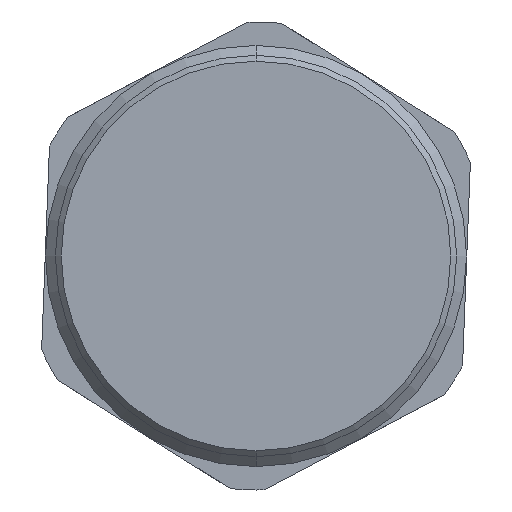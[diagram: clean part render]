
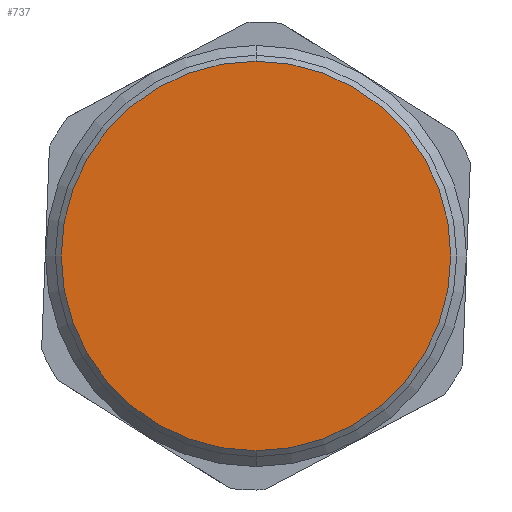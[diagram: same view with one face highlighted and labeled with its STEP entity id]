
A CAD part, front view. The second image highlights one B-rep face of the part: STEP entity #737.
In plain terms, the highlighted planar face has unit normal (0, -1, 0).
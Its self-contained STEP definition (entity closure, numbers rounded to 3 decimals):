
#98 = AXIS2_PLACEMENT_3D ( 'NONE', #927, #926, #925 ) ;
#144 = AXIS2_PLACEMENT_3D ( 'NONE', #1170, #1166, #1165 ) ;
#341 = VERTEX_POINT ( 'NONE', #1337 ) ;
#377 = EDGE_LOOP ( 'NONE', ( #505, #507 ) ) ;
#505 = ORIENTED_EDGE ( 'NONE', *, *, #820, .T. ) ;
#507 = ORIENTED_EDGE ( 'NONE', *, *, #756, .T. ) ;
#665 = CIRCLE ( 'NONE', #98, 16.65 ) ;
#690 = CIRCLE ( 'NONE', #144, 16.65 ) ;
#737 = ADVANCED_FACE ( 'NONE', ( #1402 ), #1233, .F. ) ;
#756 = EDGE_CURVE ( 'NONE', #1367, #341, #690, .T. ) ;
#820 = EDGE_CURVE ( 'NONE', #341, #1367, #665, .T. ) ;
#873 = CARTESIAN_POINT ( 'NONE',  ( 0., 0., -16.65 ) ) ;
#925 = DIRECTION ( 'NONE',  ( 0., 0., 1. ) ) ;
#926 = DIRECTION ( 'NONE',  ( 0., -1., 0. ) ) ;
#927 = CARTESIAN_POINT ( 'NONE',  ( 0., 0., 0. ) ) ;
#1165 = DIRECTION ( 'NONE',  ( 0., 0., 1. ) ) ;
#1166 = DIRECTION ( 'NONE',  ( 0., -1., 0. ) ) ;
#1170 = CARTESIAN_POINT ( 'NONE',  ( 0., 0., 0. ) ) ;
#1230 = DIRECTION ( 'NONE',  ( 0., 0., 1. ) ) ;
#1231 = DIRECTION ( 'NONE',  ( 0., 1., 0. ) ) ;
#1232 = CARTESIAN_POINT ( 'NONE',  ( 0., 0., 0. ) ) ;
#1233 = PLANE ( 'NONE',  #1424 ) ;
#1337 = CARTESIAN_POINT ( 'NONE',  ( 0., 0., 16.65 ) ) ;
#1367 = VERTEX_POINT ( 'NONE', #873 ) ;
#1402 = FACE_OUTER_BOUND ( 'NONE', #377, .T. ) ;
#1424 = AXIS2_PLACEMENT_3D ( 'NONE', #1232, #1231, #1230 ) ;
